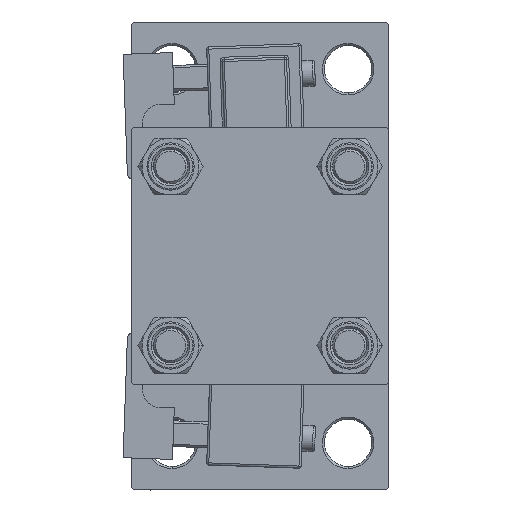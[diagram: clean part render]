
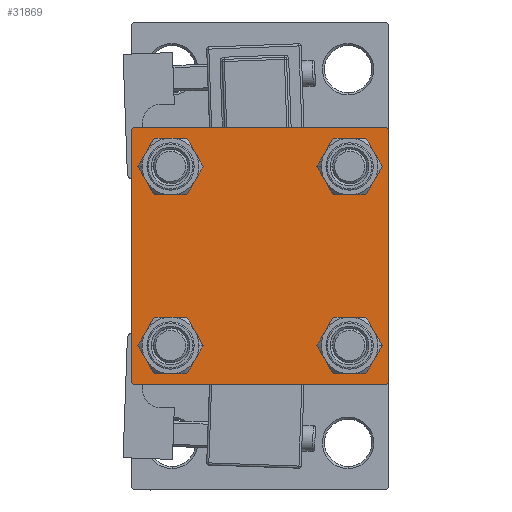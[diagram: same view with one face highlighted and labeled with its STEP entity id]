
A CAD part, left-side view. The second image highlights one B-rep face of the part: STEP entity #31869.
In plain terms, the highlighted planar face has unit normal (-1, 0, 0).
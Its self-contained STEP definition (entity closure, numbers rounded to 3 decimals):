
#80 = LINE ( 'NONE', #31705, #2532 ) ;
#806 = VECTOR ( 'NONE', #32617, 1000. ) ;
#1432 = EDGE_CURVE ( 'NONE', #22917, #48406, #11352, .T. ) ;
#1558 = ORIENTED_EDGE ( 'NONE', *, *, #9861, .F. ) ;
#2236 = ORIENTED_EDGE ( 'NONE', *, *, #21714, .T. ) ;
#2530 = CARTESIAN_POINT ( 'NONE',  ( 0., 20.85, -20.85 ) ) ;
#2532 = VECTOR ( 'NONE', #47519, 1000. ) ;
#4274 = VERTEX_POINT ( 'NONE', #36517 ) ;
#5089 = ORIENTED_EDGE ( 'NONE', *, *, #32746, .T. ) ;
#5475 = CARTESIAN_POINT ( 'NONE',  ( 0., 30., -29.5 ) ) ;
#5482 = AXIS2_PLACEMENT_3D ( 'NONE', #5503, #14084, #21339 ) ;
#5503 = CARTESIAN_POINT ( 'NONE',  ( 0., -20.85, 20.85 ) ) ;
#6045 = EDGE_CURVE ( 'NONE', #50710, #36398, #44457, .T. ) ;
#6211 = VERTEX_POINT ( 'NONE', #5475 ) ;
#6987 = DIRECTION ( 'NONE',  ( 1., 0., 0. ) ) ;
#7000 = EDGE_CURVE ( 'NONE', #33266, #6211, #37774, .T. ) ;
#7245 = CARTESIAN_POINT ( 'NONE',  ( 0., 20.85, -20.85 ) ) ;
#7273 = FACE_BOUND ( 'NONE', #33410, .T. ) ;
#7517 = CARTESIAN_POINT ( 'NONE',  ( 0., 20.85, 25.35 ) ) ;
#8364 = VECTOR ( 'NONE', #46271, 1000. ) ;
#8772 = CARTESIAN_POINT ( 'NONE',  ( 0., 29.75, -29.75 ) ) ;
#9118 = AXIS2_PLACEMENT_3D ( 'NONE', #47961, #39930, #27729 ) ;
#9327 = DIRECTION ( 'NONE',  ( -1., 0., 0. ) ) ;
#9861 = EDGE_CURVE ( 'NONE', #50710, #10874, #80, .T. ) ;
#10386 = VECTOR ( 'NONE', #15565, 1000. ) ;
#10433 = DIRECTION ( 'NONE',  ( 1., 0., 0. ) ) ;
#10837 = CIRCLE ( 'NONE', #43104, 4.5 ) ;
#10874 = VERTEX_POINT ( 'NONE', #43161 ) ;
#11000 = ORIENTED_EDGE ( 'NONE', *, *, #16298, .T. ) ;
#11319 = VERTEX_POINT ( 'NONE', #27215 ) ;
#11352 = CIRCLE ( 'NONE', #16333, 4.5 ) ;
#11534 = ORIENTED_EDGE ( 'NONE', *, *, #12141, .T. ) ;
#11964 = EDGE_LOOP ( 'NONE', ( #26834, #5089 ) ) ;
#12141 = EDGE_CURVE ( 'NONE', #18899, #23260, #13322, .T. ) ;
#12494 = AXIS2_PLACEMENT_3D ( 'NONE', #14803, #14547, #50302 ) ;
#12519 = CARTESIAN_POINT ( 'NONE',  ( 0., 20.85, -25.35 ) ) ;
#12732 = EDGE_CURVE ( 'NONE', #48406, #22917, #10837, .T. ) ;
#13189 = ORIENTED_EDGE ( 'NONE', *, *, #1432, .T. ) ;
#13322 = CIRCLE ( 'NONE', #12494, 4.5 ) ;
#13449 = ORIENTED_EDGE ( 'NONE', *, *, #12732, .T. ) ;
#14084 = DIRECTION ( 'NONE',  ( 1., 0., 0. ) ) ;
#14547 = DIRECTION ( 'NONE',  ( 1., 0., 0. ) ) ;
#14803 = CARTESIAN_POINT ( 'NONE',  ( 0., -20.85, 20.85 ) ) ;
#15126 = DIRECTION ( 'NONE',  ( 0., 0.707, 0.707 ) ) ;
#15496 = CARTESIAN_POINT ( 'NONE',  ( 0., 29.5, -30. ) ) ;
#15565 = DIRECTION ( 'NONE',  ( 0., -1., 0. ) ) ;
#15664 = DIRECTION ( 'NONE',  ( 0., -0.707, 0.707 ) ) ;
#16298 = EDGE_CURVE ( 'NONE', #42770, #4274, #27239, .T. ) ;
#16333 = AXIS2_PLACEMENT_3D ( 'NONE', #21484, #40928, #44564 ) ;
#17211 = CARTESIAN_POINT ( 'NONE',  ( 0., -20.85, 25.35 ) ) ;
#17779 = EDGE_CURVE ( 'NONE', #11319, #36398, #33321, .T. ) ;
#17963 = CIRCLE ( 'NONE', #43602, 4.5 ) ;
#18567 = ORIENTED_EDGE ( 'NONE', *, *, #22996, .T. ) ;
#18899 = VERTEX_POINT ( 'NONE', #17211 ) ;
#19219 = FACE_OUTER_BOUND ( 'NONE', #45816, .T. ) ;
#19812 = LINE ( 'NONE', #27085, #40397 ) ;
#20248 = VECTOR ( 'NONE', #49134, 1000. ) ;
#21339 = DIRECTION ( 'NONE',  ( 0., 0., 1. ) ) ;
#21484 = CARTESIAN_POINT ( 'NONE',  ( 0., 20.85, 20.85 ) ) ;
#21677 = CARTESIAN_POINT ( 'NONE',  ( 0., -30., 29.5 ) ) ;
#21714 = EDGE_CURVE ( 'NONE', #23260, #18899, #50201, .T. ) ;
#22414 = CARTESIAN_POINT ( 'NONE',  ( 0., -29.75, 29.75 ) ) ;
#22522 = CARTESIAN_POINT ( 'NONE',  ( 0., -20.85, -25.35 ) ) ;
#22688 = LINE ( 'NONE', #26055, #8364 ) ;
#22917 = VERTEX_POINT ( 'NONE', #24651 ) ;
#22996 = EDGE_CURVE ( 'NONE', #47004, #26870, #17963, .T. ) ;
#23072 = DIRECTION ( 'NONE',  ( 0., 0., 1. ) ) ;
#23099 = FACE_BOUND ( 'NONE', #46609, .T. ) ;
#23260 = VERTEX_POINT ( 'NONE', #50228 ) ;
#24651 = CARTESIAN_POINT ( 'NONE',  ( 0., 20.85, 16.35 ) ) ;
#25054 = EDGE_CURVE ( 'NONE', #4274, #10874, #19812, .T. ) ;
#25316 = VERTEX_POINT ( 'NONE', #30904 ) ;
#25382 = PLANE ( 'NONE',  #30566 ) ;
#26055 = CARTESIAN_POINT ( 'NONE',  ( 0., 29.75, 29.75 ) ) ;
#26713 = EDGE_LOOP ( 'NONE', ( #11534, #2236 ) ) ;
#26834 = ORIENTED_EDGE ( 'NONE', *, *, #50959, .T. ) ;
#26870 = VERTEX_POINT ( 'NONE', #44586 ) ;
#27085 = CARTESIAN_POINT ( 'NONE',  ( 0., -29.75, -29.75 ) ) ;
#27215 = CARTESIAN_POINT ( 'NONE',  ( 0., 29.5, 30. ) ) ;
#27239 = LINE ( 'NONE', #43561, #10386 ) ;
#27415 = ORIENTED_EDGE ( 'NONE', *, *, #25054, .T. ) ;
#27729 = DIRECTION ( 'NONE',  ( 0., 0., 1. ) ) ;
#28060 = ORIENTED_EDGE ( 'NONE', *, *, #6045, .T. ) ;
#29343 = ORIENTED_EDGE ( 'NONE', *, *, #35394, .T. ) ;
#30262 = CARTESIAN_POINT ( 'NONE',  ( 0., 20.85, 20.85 ) ) ;
#30566 = AXIS2_PLACEMENT_3D ( 'NONE', #48217, #9327, #48462 ) ;
#30904 = CARTESIAN_POINT ( 'NONE',  ( 0., -20.85, -16.35 ) ) ;
#31111 = FACE_BOUND ( 'NONE', #26713, .T. ) ;
#31253 = CARTESIAN_POINT ( 'NONE',  ( 0., 30., 30. ) ) ;
#31705 = CARTESIAN_POINT ( 'NONE',  ( 0., -30., 30. ) ) ;
#31869 = ADVANCED_FACE ( 'NONE', ( #31111, #35765, #7273, #23099, #19219 ), #25382, .T. ) ;
#32592 = EDGE_CURVE ( 'NONE', #6211, #42770, #35484, .T. ) ;
#32617 = DIRECTION ( 'NONE',  ( 0., -0.707, -0.707 ) ) ;
#32746 = EDGE_CURVE ( 'NONE', #41780, #25316, #42260, .T. ) ;
#33143 = DIRECTION ( 'NONE',  ( 1., 0., 0. ) ) ;
#33266 = VERTEX_POINT ( 'NONE', #50711 ) ;
#33321 = LINE ( 'NONE', #48116, #20248 ) ;
#33410 = EDGE_LOOP ( 'NONE', ( #42443, #18567 ) ) ;
#34663 = DIRECTION ( 'NONE',  ( 1., 0., 0. ) ) ;
#35394 = EDGE_CURVE ( 'NONE', #11319, #33266, #22688, .T. ) ;
#35484 = LINE ( 'NONE', #8772, #806 ) ;
#35765 = FACE_BOUND ( 'NONE', #11964, .T. ) ;
#36390 = VECTOR ( 'NONE', #15126, 1000. ) ;
#36398 = VERTEX_POINT ( 'NONE', #49673 ) ;
#36517 = CARTESIAN_POINT ( 'NONE',  ( 0., -29.5, -30. ) ) ;
#37774 = LINE ( 'NONE', #31253, #38079 ) ;
#37914 = CARTESIAN_POINT ( 'NONE',  ( 0., -20.85, -20.85 ) ) ;
#38079 = VECTOR ( 'NONE', #50956, 1000. ) ;
#38747 = EDGE_CURVE ( 'NONE', #26870, #47004, #44085, .T. ) ;
#38808 = CIRCLE ( 'NONE', #49575, 4.5 ) ;
#39930 = DIRECTION ( 'NONE',  ( 1., 0., 0. ) ) ;
#40397 = VECTOR ( 'NONE', #15664, 1000. ) ;
#40928 = DIRECTION ( 'NONE',  ( 1., 0., 0. ) ) ;
#41626 = AXIS2_PLACEMENT_3D ( 'NONE', #2530, #34663, #50487 ) ;
#41780 = VERTEX_POINT ( 'NONE', #22522 ) ;
#41812 = DIRECTION ( 'NONE',  ( 0., 0., 1. ) ) ;
#42260 = CIRCLE ( 'NONE', #9118, 4.5 ) ;
#42443 = ORIENTED_EDGE ( 'NONE', *, *, #38747, .T. ) ;
#42770 = VERTEX_POINT ( 'NONE', #15496 ) ;
#43104 = AXIS2_PLACEMENT_3D ( 'NONE', #30262, #33143, #45845 ) ;
#43161 = CARTESIAN_POINT ( 'NONE',  ( 0., -30., -29.5 ) ) ;
#43561 = CARTESIAN_POINT ( 'NONE',  ( 0., 30., -30. ) ) ;
#43602 = AXIS2_PLACEMENT_3D ( 'NONE', #7245, #6987, #23072 ) ;
#44085 = CIRCLE ( 'NONE', #41626, 4.5 ) ;
#44457 = LINE ( 'NONE', #22414, #36390 ) ;
#44564 = DIRECTION ( 'NONE',  ( 0., 0., 1. ) ) ;
#44586 = CARTESIAN_POINT ( 'NONE',  ( 0., 20.85, -16.35 ) ) ;
#45816 = EDGE_LOOP ( 'NONE', ( #50609, #48896, #11000, #27415, #1558, #28060, #49230, #29343 ) ) ;
#45845 = DIRECTION ( 'NONE',  ( 0., 0., 1. ) ) ;
#46271 = DIRECTION ( 'NONE',  ( 0., 0.707, -0.707 ) ) ;
#46609 = EDGE_LOOP ( 'NONE', ( #13449, #13189 ) ) ;
#47004 = VERTEX_POINT ( 'NONE', #12519 ) ;
#47519 = DIRECTION ( 'NONE',  ( 0., 0., -1. ) ) ;
#47961 = CARTESIAN_POINT ( 'NONE',  ( 0., -20.85, -20.85 ) ) ;
#48116 = CARTESIAN_POINT ( 'NONE',  ( 0., 30., 30. ) ) ;
#48217 = CARTESIAN_POINT ( 'NONE',  ( 0., 0., 0. ) ) ;
#48406 = VERTEX_POINT ( 'NONE', #7517 ) ;
#48462 = DIRECTION ( 'NONE',  ( 0., 0., 1. ) ) ;
#48896 = ORIENTED_EDGE ( 'NONE', *, *, #32592, .T. ) ;
#49134 = DIRECTION ( 'NONE',  ( 0., -1., 0. ) ) ;
#49230 = ORIENTED_EDGE ( 'NONE', *, *, #17779, .F. ) ;
#49575 = AXIS2_PLACEMENT_3D ( 'NONE', #37914, #10433, #41812 ) ;
#49673 = CARTESIAN_POINT ( 'NONE',  ( 0., -29.5, 30. ) ) ;
#50201 = CIRCLE ( 'NONE', #5482, 4.5 ) ;
#50228 = CARTESIAN_POINT ( 'NONE',  ( 0., -20.85, 16.35 ) ) ;
#50302 = DIRECTION ( 'NONE',  ( 0., 0., 1. ) ) ;
#50487 = DIRECTION ( 'NONE',  ( 0., 0., 1. ) ) ;
#50609 = ORIENTED_EDGE ( 'NONE', *, *, #7000, .T. ) ;
#50710 = VERTEX_POINT ( 'NONE', #21677 ) ;
#50711 = CARTESIAN_POINT ( 'NONE',  ( 0., 30., 29.5 ) ) ;
#50956 = DIRECTION ( 'NONE',  ( 0., 0., -1. ) ) ;
#50959 = EDGE_CURVE ( 'NONE', #25316, #41780, #38808, .T. ) ;
